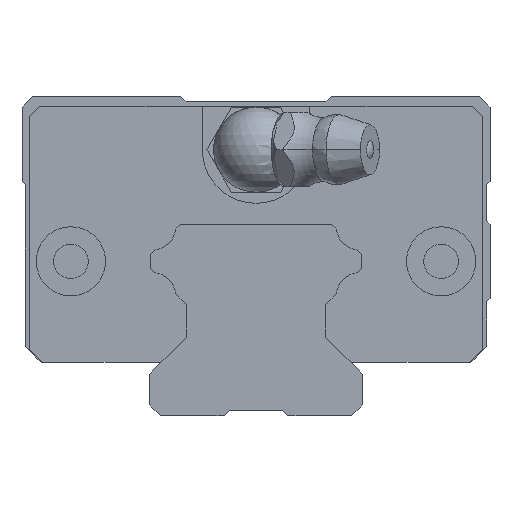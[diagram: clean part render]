
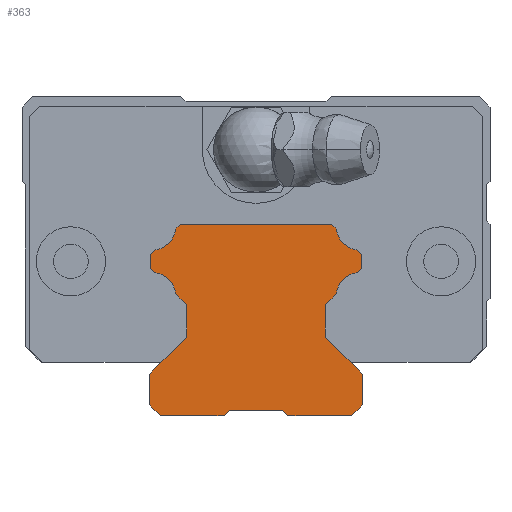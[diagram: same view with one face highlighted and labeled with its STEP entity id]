
A CAD part, front view. The second image highlights one B-rep face of the part: STEP entity #363.
In plain terms, the highlighted planar face has unit normal (0, -1, 0).
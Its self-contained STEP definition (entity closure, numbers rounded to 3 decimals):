
#363=ADVANCED_FACE('',(#782),#783,.T.);
#782=FACE_OUTER_BOUND('',#1284,.T.);
#783=PLANE('',#1285);
#1284=EDGE_LOOP('',(#2852,#2853,#2854,#2855,#2856,#2857,#2858,#2859,#2860,#2861,#2862,#2863,#2864,#2865,#2866,#2867,#2868,#2869,#2870,#2871,#2872,#2873,#2874,#2875,#2876,#2877,#2878,#2879));
#1285=AXIS2_PLACEMENT_3D('',#2880,#2881,#2882);
#2852=ORIENTED_EDGE('',*,*,#3448,.T.);
#2853=ORIENTED_EDGE('',*,*,#3399,.F.);
#2854=ORIENTED_EDGE('',*,*,#3395,.F.);
#2855=ORIENTED_EDGE('',*,*,#3468,.F.);
#2856=ORIENTED_EDGE('',*,*,#3445,.F.);
#2857=ORIENTED_EDGE('',*,*,#3483,.T.);
#2858=ORIENTED_EDGE('',*,*,#3478,.T.);
#2859=ORIENTED_EDGE('',*,*,#3405,.F.);
#2860=ORIENTED_EDGE('',*,*,#3443,.T.);
#2861=ORIENTED_EDGE('',*,*,#3472,.T.);
#2862=ORIENTED_EDGE('',*,*,#3495,.F.);
#2863=ORIENTED_EDGE('',*,*,#3496,.T.);
#2864=ORIENTED_EDGE('',*,*,#3465,.T.);
#2865=ORIENTED_EDGE('',*,*,#3497,.F.);
#2866=ORIENTED_EDGE('',*,*,#3459,.T.);
#2867=ORIENTED_EDGE('',*,*,#3486,.T.);
#2868=ORIENTED_EDGE('',*,*,#3450,.T.);
#2869=ORIENTED_EDGE('',*,*,#3463,.F.);
#2870=ORIENTED_EDGE('',*,*,#3498,.F.);
#2871=ORIENTED_EDGE('',*,*,#3499,.F.);
#2872=ORIENTED_EDGE('',*,*,#3500,.T.);
#2873=ORIENTED_EDGE('',*,*,#3491,.F.);
#2874=ORIENTED_EDGE('',*,*,#3487,.F.);
#2875=ORIENTED_EDGE('',*,*,#3490,.F.);
#2876=ORIENTED_EDGE('',*,*,#3474,.F.);
#2877=ORIENTED_EDGE('',*,*,#3469,.F.);
#2878=ORIENTED_EDGE('',*,*,#3476,.T.);
#2879=ORIENTED_EDGE('',*,*,#3434,.F.);
#2880=CARTESIAN_POINT('',(-9.753,-110.5,17.753));
#2881=DIRECTION('',(0.0,-1.0,0.0));
#2882=DIRECTION('',(0.0,0.0,-1.0));
#3395=EDGE_CURVE('',#4203,#4204,#4205,.T.);
#3399=EDGE_CURVE('',#4204,#4211,#4212,.T.);
#3405=EDGE_CURVE('',#4219,#4220,#4221,.T.);
#3434=EDGE_CURVE('',#4275,#4276,#4277,.T.);
#3443=EDGE_CURVE('',#4219,#4288,#4289,.T.);
#3445=EDGE_CURVE('',#4291,#4292,#4293,.T.);
#3448=EDGE_CURVE('',#4275,#4211,#4296,.T.);
#3450=EDGE_CURVE('',#4299,#4297,#4300,.T.);
#3459=EDGE_CURVE('',#4311,#4309,#4312,.T.);
#3463=EDGE_CURVE('',#4317,#4297,#4318,.T.);
#3465=EDGE_CURVE('',#4320,#4321,#4322,.T.);
#3468=EDGE_CURVE('',#4292,#4203,#4325,.T.);
#3469=EDGE_CURVE('',#4326,#4327,#4328,.T.);
#3472=EDGE_CURVE('',#4288,#4331,#4332,.T.);
#3474=EDGE_CURVE('',#4327,#4334,#4335,.T.);
#3476=EDGE_CURVE('',#4326,#4276,#4337,.T.);
#3478=EDGE_CURVE('',#4339,#4220,#4340,.T.);
#3483=EDGE_CURVE('',#4291,#4339,#4345,.T.);
#3486=EDGE_CURVE('',#4309,#4299,#4348,.T.);
#3487=EDGE_CURVE('',#4349,#4350,#4351,.T.);
#3490=EDGE_CURVE('',#4334,#4349,#4354,.T.);
#3491=EDGE_CURVE('',#4350,#4355,#4356,.T.);
#3495=EDGE_CURVE('',#4360,#4331,#4361,.T.);
#3496=EDGE_CURVE('',#4360,#4320,#4362,.T.);
#3497=EDGE_CURVE('',#4311,#4321,#4363,.T.);
#3498=EDGE_CURVE('',#4364,#4317,#4365,.T.);
#3499=EDGE_CURVE('',#4366,#4364,#4367,.T.);
#3500=EDGE_CURVE('',#4366,#4355,#4368,.T.);
#4203=VERTEX_POINT('',#5501);
#4204=VERTEX_POINT('',#5502);
#4205=LINE('',#5503,#5504);
#4211=VERTEX_POINT('',#5513);
#4212=LINE('',#5514,#5515);
#4219=VERTEX_POINT('',#5524);
#4220=VERTEX_POINT('',#5525);
#4221=CIRCLE('',#5526,2.2);
#4275=VERTEX_POINT('',#5604);
#4276=VERTEX_POINT('',#5605);
#4277=CIRCLE('',#5606,2.2);
#4288=VERTEX_POINT('',#5623);
#4289=LINE('',#5624,#5625);
#4291=VERTEX_POINT('',#5628);
#4292=VERTEX_POINT('',#5629);
#4293=LINE('',#5630,#5631);
#4296=LINE('',#5636,#5637);
#4297=VERTEX_POINT('',#5638);
#4299=VERTEX_POINT('',#5641);
#4300=LINE('',#5642,#5643);
#4309=VERTEX_POINT('',#5657);
#4311=VERTEX_POINT('',#5660);
#4312=LINE('',#5661,#5662);
#4317=VERTEX_POINT('',#5669);
#4318=LINE('',#5670,#5671);
#4320=VERTEX_POINT('',#5674);
#4321=VERTEX_POINT('',#5675);
#4322=LINE('',#5676,#5677);
#4325=CIRCLE('',#5682,2.2);
#4326=VERTEX_POINT('',#5683);
#4327=VERTEX_POINT('',#5684);
#4328=LINE('',#5685,#5686);
#4331=VERTEX_POINT('',#5691);
#4332=LINE('',#5692,#5693);
#4334=VERTEX_POINT('',#5696);
#4335=LINE('',#5697,#5698);
#4337=LINE('',#5701,#5702);
#4339=VERTEX_POINT('',#5704);
#4340=LINE('',#5705,#5706);
#4345=LINE('',#5714,#5715);
#4348=LINE('',#5718,#5719);
#4349=VERTEX_POINT('',#5720);
#4350=VERTEX_POINT('',#5721);
#4351=LINE('',#5722,#5723);
#4354=CIRCLE('',#5728,2.2);
#4355=VERTEX_POINT('',#5729);
#4356=LINE('',#5730,#5731);
#4360=VERTEX_POINT('',#5736);
#4361=LINE('',#5737,#5738);
#4362=LINE('',#5739,#5740);
#4363=LINE('',#5741,#5742);
#4364=VERTEX_POINT('',#5743);
#4365=LINE('',#5744,#5745);
#4366=VERTEX_POINT('',#5746);
#4367=LINE('',#5747,#5748);
#4368=LINE('',#5749,#5750);
#5501=CARTESIAN_POINT('',(-7.564,-110.5,17.537));
#5502=CARTESIAN_POINT('',(-7.101,-110.5,18.0));
#5503=CARTESIAN_POINT('',(-7.564,-110.5,17.537));
#5504=VECTOR('',#6414,1000.0);
#5513=CARTESIAN_POINT('',(7.101,-110.5,18.0));
#5514=CARTESIAN_POINT('',(-9.753,-110.5,18.0));
#5515=VECTOR('',#6418,1000.0);
#5524=CARTESIAN_POINT('',(-7.564,-110.5,11.463));
#5525=CARTESIAN_POINT('',(-9.537,-110.5,13.436));
#5526=AXIS2_PLACEMENT_3D('',#6430,#6431,#6432);
#5604=CARTESIAN_POINT('',(7.564,-110.5,17.537));
#5605=CARTESIAN_POINT('',(9.537,-110.5,15.564));
#5606=AXIS2_PLACEMENT_3D('',#6469,#6470,#6471);
#5623=CARTESIAN_POINT('',(-6.53,-110.5,10.429));
#5624=CARTESIAN_POINT('',(-7.564,-110.5,11.463));
#5625=VECTOR('',#6484,1000.0);
#5628=CARTESIAN_POINT('',(-9.93,-110.5,15.171));
#5629=CARTESIAN_POINT('',(-9.537,-110.5,15.564));
#5630=CARTESIAN_POINT('',(-9.93,-110.5,15.171));
#5631=VECTOR('',#6486,1000.0);
#5636=CARTESIAN_POINT('',(7.564,-110.5,17.537));
#5637=VECTOR('',#6489,1000.0);
#5638=CARTESIAN_POINT('',(3.,-110.5,0.0));
#5641=CARTESIAN_POINT('',(2.5,-110.5,0.5));
#5642=CARTESIAN_POINT('',(2.5,-110.5,0.5));
#5643=VECTOR('',#6491,1000.0);
#5657=CARTESIAN_POINT('',(-2.5,-110.5,0.5));
#5660=CARTESIAN_POINT('',(-3.,-110.5,0.0));
#5661=CARTESIAN_POINT('',(-3.,-110.5,0.0));
#5662=VECTOR('',#6504,1000.0);
#5669=CARTESIAN_POINT('',(9.,-110.5,0.0));
#5670=CARTESIAN_POINT('',(9.,-110.5,0.0));
#5671=VECTOR('',#6510,1000.0);
#5674=CARTESIAN_POINT('',(-10.,-110.5,1.0));
#5675=CARTESIAN_POINT('',(-9.,-110.5,0.0));
#5676=CARTESIAN_POINT('',(-10.,-110.5,1.0));
#5677=VECTOR('',#6512,1000.0);
#5682=AXIS2_PLACEMENT_3D('',#6515,#6516,#6517);
#5683=CARTESIAN_POINT('',(9.93,-110.5,15.171));
#5684=CARTESIAN_POINT('',(9.93,-110.5,13.829));
#5685=CARTESIAN_POINT('',(9.93,-110.5,15.171));
#5686=VECTOR('',#6518,1000.0);
#5691=CARTESIAN_POINT('',(-6.53,-110.5,7.371));
#5692=CARTESIAN_POINT('',(-6.53,-110.5,10.429));
#5693=VECTOR('',#6521,1000.0);
#5696=CARTESIAN_POINT('',(9.537,-110.5,13.436));
#5697=CARTESIAN_POINT('',(9.93,-110.5,13.829));
#5698=VECTOR('',#6523,1000.0);
#5701=CARTESIAN_POINT('',(9.93,-110.5,15.171));
#5702=VECTOR('',#6525,1000.0);
#5704=CARTESIAN_POINT('',(-9.93,-110.5,13.829));
#5705=CARTESIAN_POINT('',(-9.93,-110.5,13.829));
#5706=VECTOR('',#6529,1000.0);
#5714=CARTESIAN_POINT('',(-9.93,-110.5,15.171));
#5715=VECTOR('',#6536,1000.0);
#5718=CARTESIAN_POINT('',(-2.5,-110.5,0.5));
#5719=VECTOR('',#6543,1000.0);
#5720=CARTESIAN_POINT('',(7.564,-110.5,11.463));
#5721=CARTESIAN_POINT('',(6.53,-110.5,10.429));
#5722=CARTESIAN_POINT('',(7.564,-110.5,11.463));
#5723=VECTOR('',#6544,1000.0);
#5728=AXIS2_PLACEMENT_3D('',#6547,#6548,#6549);
#5729=CARTESIAN_POINT('',(6.53,-110.5,7.371));
#5730=CARTESIAN_POINT('',(6.53,-110.5,10.429));
#5731=VECTOR('',#6550,1000.0);
#5736=CARTESIAN_POINT('',(-10.,-110.5,3.901));
#5737=CARTESIAN_POINT('',(-10.,-110.5,3.901));
#5738=VECTOR('',#6558,1000.0);
#5739=CARTESIAN_POINT('',(-10.,-110.5,3.901));
#5740=VECTOR('',#6559,1000.0);
#5741=CARTESIAN_POINT('',(-3.,-110.5,0.0));
#5742=VECTOR('',#6560,1000.0);
#5743=CARTESIAN_POINT('',(10.,-110.5,1.0));
#5744=CARTESIAN_POINT('',(10.,-110.5,1.0));
#5745=VECTOR('',#6561,1000.0);
#5746=CARTESIAN_POINT('',(10.,-110.5,3.901));
#5747=CARTESIAN_POINT('',(10.,-110.5,3.901));
#5748=VECTOR('',#6562,1000.0);
#5749=CARTESIAN_POINT('',(10.,-110.5,3.901));
#5750=VECTOR('',#6563,1000.0);
#6414=DIRECTION('',(0.707,0.0,0.707));
#6418=DIRECTION('',(1.0,0.0,0.0));
#6430=CARTESIAN_POINT('',(-9.753,-110.5,11.247));
#6431=DIRECTION('',(0.0,-1.0,0.0));
#6432=DIRECTION('',(1.0,0.0,0.0));
#6469=CARTESIAN_POINT('',(9.753,-110.5,17.753));
#6470=DIRECTION('',(0.0,-1.0,0.0));
#6471=DIRECTION('',(1.0,0.0,0.0));
#6484=DIRECTION('',(0.707,0.0,-0.707));
#6486=DIRECTION('',(0.707,0.0,0.707));
#6489=DIRECTION('',(-0.707,0.0,0.707));
#6491=DIRECTION('',(0.707,0.0,-0.707));
#6504=DIRECTION('',(0.707,0.0,0.707));
#6510=DIRECTION('',(-1.0,0.0,0.0));
#6512=DIRECTION('',(0.707,0.0,-0.707));
#6515=CARTESIAN_POINT('',(-9.753,-110.5,17.753));
#6516=DIRECTION('',(0.0,-1.0,0.0));
#6517=DIRECTION('',(1.0,0.0,0.0));
#6518=DIRECTION('',(0.0,0.0,-1.0));
#6521=DIRECTION('',(0.0,0.0,-1.0));
#6523=DIRECTION('',(-0.707,0.0,-0.707));
#6525=DIRECTION('',(-0.707,0.0,0.707));
#6529=DIRECTION('',(0.707,0.0,-0.707));
#6536=DIRECTION('',(0.0,0.0,-1.0));
#6543=DIRECTION('',(1.0,0.0,0.0));
#6544=DIRECTION('',(-0.707,0.0,-0.707));
#6547=CARTESIAN_POINT('',(9.753,-110.5,11.247));
#6548=DIRECTION('',(0.0,-1.0,0.0));
#6549=DIRECTION('',(1.0,0.0,0.0));
#6550=DIRECTION('',(0.0,0.0,-1.0));
#6558=DIRECTION('',(0.707,0.0,0.707));
#6559=DIRECTION('',(0.0,0.0,-1.0));
#6560=DIRECTION('',(-1.0,0.0,0.0));
#6561=DIRECTION('',(-0.707,0.0,-0.707));
#6562=DIRECTION('',(0.0,0.0,-1.0));
#6563=DIRECTION('',(-0.707,0.0,0.707));
